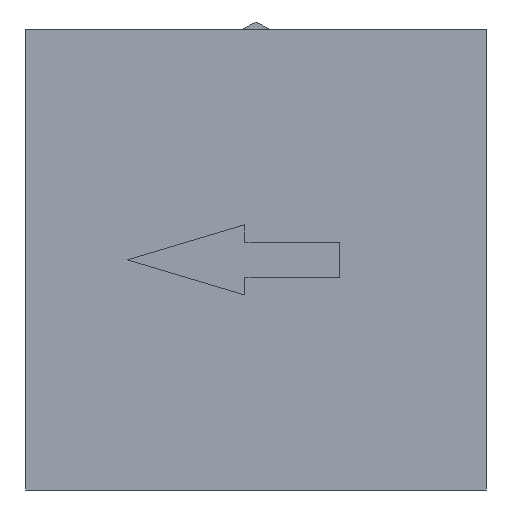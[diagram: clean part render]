
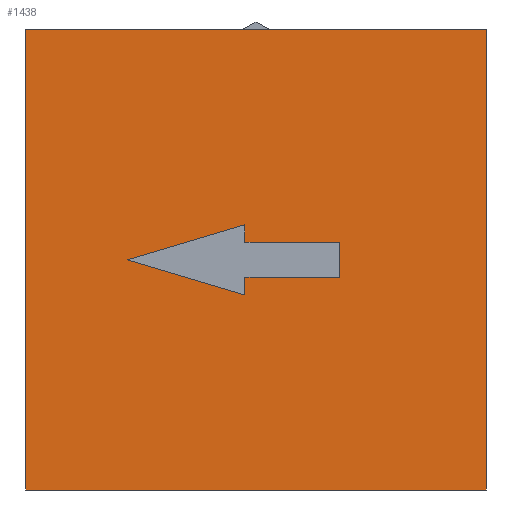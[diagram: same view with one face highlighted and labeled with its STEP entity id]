
A CAD part, left-side view. The second image highlights one B-rep face of the part: STEP entity #1438.
In plain terms, the highlighted planar face has unit normal (-1, 0, 0).
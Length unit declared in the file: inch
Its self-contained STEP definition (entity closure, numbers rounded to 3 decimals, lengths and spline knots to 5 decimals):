
#5 = CARTESIAN_POINT ( 'NONE',  ( -2.56, 0.625, -0.625 ) ) ;
#18 = ORIENTED_EDGE ( 'NONE', *, *, #1307, .F. ) ;
#24 = ORIENTED_EDGE ( 'NONE', *, *, #613, .F. ) ;
#30 = PLANE ( 'NONE',  #141 ) ;
#130 = LINE ( 'NONE', #881, #764 ) ;
#141 = AXIS2_PLACEMENT_3D ( 'NONE', #777, #1926, #1705 ) ;
#162 = LINE ( 'NONE', #1631, #2255 ) ;
#225 = VECTOR ( 'NONE', #335, 39.37008 ) ;
#235 = VERTEX_POINT ( 'NONE', #2195 ) ;
#297 = DIRECTION ( 'NONE',  ( 0., 0., -1. ) ) ;
#302 = DIRECTION ( 'NONE',  ( 0., 0.958, -0.286 ) ) ;
#315 = CARTESIAN_POINT ( 'NONE',  ( -2.56, -0.22786, 0.04765 ) ) ;
#321 = EDGE_LOOP ( 'NONE', ( #1979, #1187, #1255, #1762 ) ) ;
#322 = LINE ( 'NONE', #1390, #601 ) ;
#335 = DIRECTION ( 'NONE',  ( 0., 0., -1. ) ) ;
#345 = VECTOR ( 'NONE', #2267, 39.37008 ) ;
#361 = CARTESIAN_POINT ( 'NONE',  ( -2.56, 0.03, 0.625 ) ) ;
#395 = EDGE_CURVE ( 'NONE', #1951, #1310, #1497, .T. ) ;
#420 = VECTOR ( 'NONE', #2355, 39.37008 ) ;
#424 = CARTESIAN_POINT ( 'NONE',  ( -2.56, -0.37407, -0.21589 ) ) ;
#456 = DIRECTION ( 'NONE',  ( 0., -1., 0. ) ) ;
#601 = VECTOR ( 'NONE', #297, 39.37008 ) ;
#613 = EDGE_CURVE ( 'NONE', #2147, #1843, #1463, .T. ) ;
#664 = LINE ( 'NONE', #1380, #1948 ) ;
#703 = CARTESIAN_POINT ( 'NONE',  ( -2.56, -0.625, -0.625 ) ) ;
#714 = DIRECTION ( 'NONE',  ( 0., 0., 1. ) ) ;
#726 = LINE ( 'NONE', #361, #1763 ) ;
#753 = VERTEX_POINT ( 'NONE', #946 ) ;
#764 = VECTOR ( 'NONE', #302, 39.37008 ) ;
#777 = CARTESIAN_POINT ( 'NONE',  ( -2.56, -0.625, 0.625 ) ) ;
#783 = VERTEX_POINT ( 'NONE', #1987 ) ;
#801 = CARTESIAN_POINT ( 'NONE',  ( -2.56, 0.625, 0.625 ) ) ;
#812 = FACE_OUTER_BOUND ( 'NONE', #321, .T. ) ;
#815 = EDGE_CURVE ( 'NONE', #753, #1474, #130, .T. ) ;
#881 = CARTESIAN_POINT ( 'NONE',  ( -2.56, -0.71658, 0.3181 ) ) ;
#898 = VERTEX_POINT ( 'NONE', #5 ) ;
#910 = CARTESIAN_POINT ( 'NONE',  ( -2.56, -0.625, 0.04765 ) ) ;
#946 = CARTESIAN_POINT ( 'NONE',  ( -2.56, 0.03, 0.09531 ) ) ;
#1001 = ORIENTED_EDGE ( 'NONE', *, *, #1197, .F. ) ;
#1008 = EDGE_CURVE ( 'NONE', #1843, #753, #162, .T. ) ;
#1029 = EDGE_CURVE ( 'NONE', #1474, #783, #2081, .T. ) ;
#1084 = EDGE_LOOP ( 'NONE', ( #1688, #1599, #24, #1001, #2053, #18, #1675 ) ) ;
#1104 = VERTEX_POINT ( 'NONE', #801 ) ;
#1173 = EDGE_CURVE ( 'NONE', #235, #1764, #1810, .T. ) ;
#1187 = ORIENTED_EDGE ( 'NONE', *, *, #1173, .F. ) ;
#1195 = VECTOR ( 'NONE', #1841, 39.37008 ) ;
#1197 = EDGE_CURVE ( 'NONE', #1310, #2147, #1411, .T. ) ;
#1218 = CARTESIAN_POINT ( 'NONE',  ( -2.56, 0.03, -0.04765 ) ) ;
#1255 = ORIENTED_EDGE ( 'NONE', *, *, #1291, .F. ) ;
#1291 = EDGE_CURVE ( 'NONE', #1104, #235, #2367, .T. ) ;
#1307 = EDGE_CURVE ( 'NONE', #783, #1951, #726, .T. ) ;
#1310 = VERTEX_POINT ( 'NONE', #1860 ) ;
#1379 = DIRECTION ( 'NONE',  ( 0., -0.958, -0.286 ) ) ;
#1380 = CARTESIAN_POINT ( 'NONE',  ( -2.56, -0.625, -0.625 ) ) ;
#1390 = CARTESIAN_POINT ( 'NONE',  ( -2.56, 0.625, 0.625 ) ) ;
#1411 = LINE ( 'NONE', #2124, #1560 ) ;
#1438 = ADVANCED_FACE ( 'NONE', ( #812, #1683 ), #30, .F. ) ;
#1463 = LINE ( 'NONE', #910, #1195 ) ;
#1474 = VERTEX_POINT ( 'NONE', #1718 ) ;
#1497 = LINE ( 'NONE', #2088, #345 ) ;
#1560 = VECTOR ( 'NONE', #2344, 39.37008 ) ;
#1599 = ORIENTED_EDGE ( 'NONE', *, *, #1008, .F. ) ;
#1606 = CARTESIAN_POINT ( 'NONE',  ( -2.56, -0.625, 0.625 ) ) ;
#1631 = CARTESIAN_POINT ( 'NONE',  ( -2.56, 0.03, 0.625 ) ) ;
#1675 = ORIENTED_EDGE ( 'NONE', *, *, #1029, .F. ) ;
#1683 = FACE_BOUND ( 'NONE', #1084, .T. ) ;
#1688 = ORIENTED_EDGE ( 'NONE', *, *, #815, .F. ) ;
#1705 = DIRECTION ( 'NONE',  ( 0., 0., -1. ) ) ;
#1718 = CARTESIAN_POINT ( 'NONE',  ( -2.56, 0.34938, 0. ) ) ;
#1762 = ORIENTED_EDGE ( 'NONE', *, *, #1821, .T. ) ;
#1763 = VECTOR ( 'NONE', #714, 39.37008 ) ;
#1764 = VERTEX_POINT ( 'NONE', #703 ) ;
#1810 = LINE ( 'NONE', #1606, #225 ) ;
#1821 = EDGE_CURVE ( 'NONE', #1104, #898, #322, .T. ) ;
#1841 = DIRECTION ( 'NONE',  ( 0., 1., 0. ) ) ;
#1843 = VERTEX_POINT ( 'NONE', #1949 ) ;
#1860 = CARTESIAN_POINT ( 'NONE',  ( -2.56, -0.22786, -0.04765 ) ) ;
#1926 = DIRECTION ( 'NONE',  ( 1., 0., 0. ) ) ;
#1948 = VECTOR ( 'NONE', #456, 39.37008 ) ;
#1949 = CARTESIAN_POINT ( 'NONE',  ( -2.56, 0.03, 0.04765 ) ) ;
#1951 = VERTEX_POINT ( 'NONE', #1218 ) ;
#1979 = ORIENTED_EDGE ( 'NONE', *, *, #2347, .T. ) ;
#1987 = CARTESIAN_POINT ( 'NONE',  ( -2.56, 0.03, -0.09531 ) ) ;
#2009 = CARTESIAN_POINT ( 'NONE',  ( -2.56, -0.625, 0.625 ) ) ;
#2053 = ORIENTED_EDGE ( 'NONE', *, *, #395, .F. ) ;
#2081 = LINE ( 'NONE', #424, #2102 ) ;
#2088 = CARTESIAN_POINT ( 'NONE',  ( -2.56, -0.625, -0.04765 ) ) ;
#2102 = VECTOR ( 'NONE', #1379, 39.37008 ) ;
#2124 = CARTESIAN_POINT ( 'NONE',  ( -2.56, -0.22786, 0.625 ) ) ;
#2147 = VERTEX_POINT ( 'NONE', #315 ) ;
#2195 = CARTESIAN_POINT ( 'NONE',  ( -2.56, -0.625, 0.625 ) ) ;
#2255 = VECTOR ( 'NONE', #2370, 39.37008 ) ;
#2267 = DIRECTION ( 'NONE',  ( 0., -1., 0. ) ) ;
#2344 = DIRECTION ( 'NONE',  ( 0., 0., 1. ) ) ;
#2347 = EDGE_CURVE ( 'NONE', #898, #1764, #664, .T. ) ;
#2355 = DIRECTION ( 'NONE',  ( 0., -1., 0. ) ) ;
#2367 = LINE ( 'NONE', #2009, #420 ) ;
#2370 = DIRECTION ( 'NONE',  ( 0., 0., 1. ) ) ;
